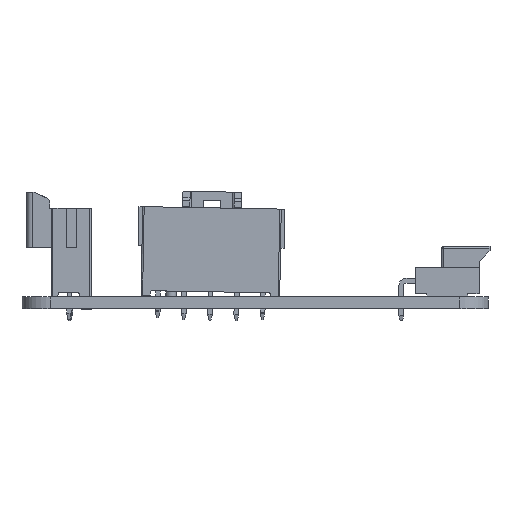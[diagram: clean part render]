
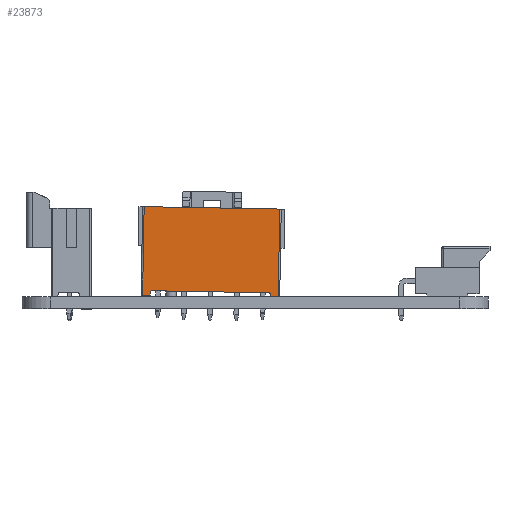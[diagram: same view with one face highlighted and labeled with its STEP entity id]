
A CAD part, left-side view. The second image highlights one B-rep face of the part: STEP entity #23873.
In plain terms, the highlighted face is planar.
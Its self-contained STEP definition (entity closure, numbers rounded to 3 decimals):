
#23873 = ADVANCED_FACE('',(#23874),#23974,.F.);
#23874 = FACE_BOUND('',#23875,.F.);
#23875 = EDGE_LOOP('',(#23876,#23886,#23894,#23902,#23910,#23918,#23927,
    #23935,#23943,#23951,#23960,#23968));
#23876 = ORIENTED_EDGE('',*,*,#23877,.F.);
#23877 = EDGE_CURVE('',#23878,#23880,#23882,.T.);
#23878 = VERTEX_POINT('',#23879);
#23879 = CARTESIAN_POINT('',(2.925,-7.4,11.9));
#23880 = VERTEX_POINT('',#23881);
#23881 = CARTESIAN_POINT('',(2.925,-7.4,0.1));
#23882 = LINE('',#23883,#23884);
#23883 = CARTESIAN_POINT('',(2.925,-7.4,11.9));
#23884 = VECTOR('',#23885,1.);
#23885 = DIRECTION('',(0.,0.,-1.));
#23886 = ORIENTED_EDGE('',*,*,#23887,.T.);
#23887 = EDGE_CURVE('',#23878,#23888,#23890,.T.);
#23888 = VERTEX_POINT('',#23889);
#23889 = CARTESIAN_POINT('',(2.925,10.7,11.9));
#23890 = LINE('',#23891,#23892);
#23891 = CARTESIAN_POINT('',(2.925,-7.4,11.9));
#23892 = VECTOR('',#23893,1.);
#23893 = DIRECTION('',(0.,1.,0.));
#23894 = ORIENTED_EDGE('',*,*,#23895,.F.);
#23895 = EDGE_CURVE('',#23896,#23888,#23898,.T.);
#23896 = VERTEX_POINT('',#23897);
#23897 = CARTESIAN_POINT('',(2.925,10.7,0.1));
#23898 = LINE('',#23899,#23900);
#23899 = CARTESIAN_POINT('',(2.925,10.7,0.1));
#23900 = VECTOR('',#23901,1.);
#23901 = DIRECTION('',(0.,0.,1.));
#23902 = ORIENTED_EDGE('',*,*,#23903,.T.);
#23903 = EDGE_CURVE('',#23896,#23904,#23906,.T.);
#23904 = VERTEX_POINT('',#23905);
#23905 = CARTESIAN_POINT('',(2.925,9.7,0.1));
#23906 = LINE('',#23907,#23908);
#23907 = CARTESIAN_POINT('',(2.925,10.7,0.1));
#23908 = VECTOR('',#23909,1.);
#23909 = DIRECTION('',(0.,-1.,0.));
#23910 = ORIENTED_EDGE('',*,*,#23911,.T.);
#23911 = EDGE_CURVE('',#23904,#23912,#23914,.T.);
#23912 = VERTEX_POINT('',#23913);
#23913 = CARTESIAN_POINT('',(2.925,9.7,0.45));
#23914 = LINE('',#23915,#23916);
#23915 = CARTESIAN_POINT('',(2.925,9.7,0.1));
#23916 = VECTOR('',#23917,1.);
#23917 = DIRECTION('',(0.,0.,1.));
#23918 = ORIENTED_EDGE('',*,*,#23919,.F.);
#23919 = EDGE_CURVE('',#23920,#23912,#23922,.T.);
#23920 = VERTEX_POINT('',#23921);
#23921 = CARTESIAN_POINT('',(2.925,9.45,0.7));
#23922 = CIRCLE('',#23923,0.25);
#23923 = AXIS2_PLACEMENT_3D('',#23924,#23925,#23926);
#23924 = CARTESIAN_POINT('',(2.925,9.45,0.45));
#23925 = DIRECTION('',(-1.,0.,0.));
#23926 = DIRECTION('',(0.,0.,1.));
#23927 = ORIENTED_EDGE('',*,*,#23928,.F.);
#23928 = EDGE_CURVE('',#23929,#23920,#23931,.T.);
#23929 = VERTEX_POINT('',#23930);
#23930 = CARTESIAN_POINT('',(2.925,-3.482,0.7));
#23931 = LINE('',#23932,#23933);
#23932 = CARTESIAN_POINT('',(2.925,-3.482,0.7));
#23933 = VECTOR('',#23934,1.);
#23934 = DIRECTION('',(0.,1.,0.));
#23935 = ORIENTED_EDGE('',*,*,#23936,.T.);
#23936 = EDGE_CURVE('',#23929,#23937,#23939,.T.);
#23937 = VERTEX_POINT('',#23938);
#23938 = CARTESIAN_POINT('',(2.925,-3.718,0.7));
#23939 = LINE('',#23940,#23941);
#23940 = CARTESIAN_POINT('',(2.925,-3.482,0.7));
#23941 = VECTOR('',#23942,1.);
#23942 = DIRECTION('',(0.,-1.,0.));
#23943 = ORIENTED_EDGE('',*,*,#23944,.F.);
#23944 = EDGE_CURVE('',#23945,#23937,#23947,.T.);
#23945 = VERTEX_POINT('',#23946);
#23946 = CARTESIAN_POINT('',(2.925,-6.15,0.7));
#23947 = LINE('',#23948,#23949);
#23948 = CARTESIAN_POINT('',(2.925,-6.15,0.7));
#23949 = VECTOR('',#23950,1.);
#23950 = DIRECTION('',(0.,1.,0.));
#23951 = ORIENTED_EDGE('',*,*,#23952,.F.);
#23952 = EDGE_CURVE('',#23953,#23945,#23955,.T.);
#23953 = VERTEX_POINT('',#23954);
#23954 = CARTESIAN_POINT('',(2.925,-6.4,0.45));
#23955 = CIRCLE('',#23956,0.25);
#23956 = AXIS2_PLACEMENT_3D('',#23957,#23958,#23959);
#23957 = CARTESIAN_POINT('',(2.925,-6.15,0.45));
#23958 = DIRECTION('',(-1.,0.,0.));
#23959 = DIRECTION('',(0.,-1.,0.));
#23960 = ORIENTED_EDGE('',*,*,#23961,.F.);
#23961 = EDGE_CURVE('',#23962,#23953,#23964,.T.);
#23962 = VERTEX_POINT('',#23963);
#23963 = CARTESIAN_POINT('',(2.925,-6.4,0.1));
#23964 = LINE('',#23965,#23966);
#23965 = CARTESIAN_POINT('',(2.925,-6.4,0.1));
#23966 = VECTOR('',#23967,1.);
#23967 = DIRECTION('',(0.,0.,1.));
#23968 = ORIENTED_EDGE('',*,*,#23969,.T.);
#23969 = EDGE_CURVE('',#23962,#23880,#23970,.T.);
#23970 = LINE('',#23971,#23972);
#23971 = CARTESIAN_POINT('',(2.925,-6.4,0.1));
#23972 = VECTOR('',#23973,1.);
#23973 = DIRECTION('',(0.,-1.,0.));
#23974 = PLANE('',#23975);
#23975 = AXIS2_PLACEMENT_3D('',#23976,#23977,#23978);
#23976 = CARTESIAN_POINT('',(2.925,1.65,6.));
#23977 = DIRECTION('',(-1.,0.,0.));
#23978 = DIRECTION('',(0.,1.,0.));
